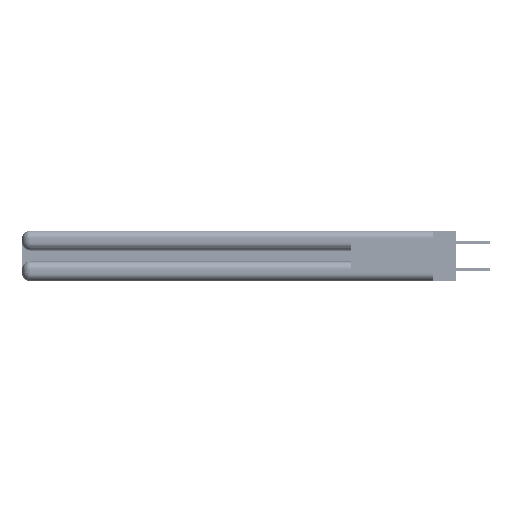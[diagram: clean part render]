
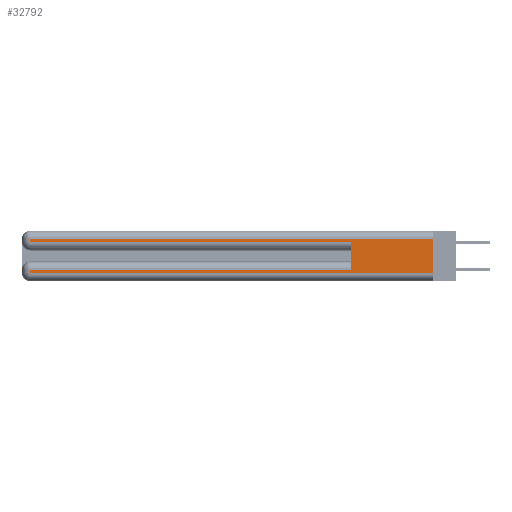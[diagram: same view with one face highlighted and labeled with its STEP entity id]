
A CAD part, left-side view. The second image highlights one B-rep face of the part: STEP entity #32792.
In plain terms, the highlighted planar face has unit normal (-1, 0, 0).
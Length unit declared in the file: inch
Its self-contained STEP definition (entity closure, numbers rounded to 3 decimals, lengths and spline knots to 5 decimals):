
#559 = VECTOR ( 'NONE', #8664, 39.37008 ) ;
#1224 = DIRECTION ( 'NONE',  ( 0., -1., 0. ) ) ;
#3069 = CARTESIAN_POINT ( 'NONE',  ( 0., 0.6, 0.285 ) ) ;
#3373 = CARTESIAN_POINT ( 'NONE',  ( 0., 0., 0.06 ) ) ;
#3656 = VECTOR ( 'NONE', #19508, 39.37008 ) ;
#3865 = DIRECTION ( 'NONE',  ( 0., 0., -1. ) ) ;
#4851 = CARTESIAN_POINT ( 'NONE',  ( 0., 2.94, 0.06 ) ) ;
#5007 = CARTESIAN_POINT ( 'NONE',  ( 0., 0., 0.285 ) ) ;
#5536 = CARTESIAN_POINT ( 'NONE',  ( 0., 0.6, 0.085 ) ) ;
#6057 = EDGE_CURVE ( 'NONE', #13486, #7276, #32875, .T. ) ;
#6346 = VECTOR ( 'NONE', #24261, 39.37008 ) ;
#7276 = VERTEX_POINT ( 'NONE', #23691 ) ;
#7341 = LINE ( 'NONE', #5007, #8573 ) ;
#8422 = AXIS2_PLACEMENT_3D ( 'NONE', #31432, #39441, #31104 ) ;
#8573 = VECTOR ( 'NONE', #1224, 39.37008 ) ;
#8664 = DIRECTION ( 'NONE',  ( 0., 0., -1. ) ) ;
#10939 = DIRECTION ( 'NONE',  ( 0., 1., 0. ) ) ;
#10970 = LINE ( 'NONE', #27327, #3656 ) ;
#11890 = EDGE_CURVE ( 'NONE', #36220, #38512, #23335, .T. ) ;
#13299 = CARTESIAN_POINT ( 'NONE',  ( 0., 2.94, 0.085 ) ) ;
#13486 = VERTEX_POINT ( 'NONE', #37735 ) ;
#13579 = EDGE_CURVE ( 'NONE', #35888, #7276, #18200, .T. ) ;
#13695 = ORIENTED_EDGE ( 'NONE', *, *, #6057, .F. ) ;
#14004 = CARTESIAN_POINT ( 'NONE',  ( 0., 2.94, 0.285 ) ) ;
#15749 = VECTOR ( 'NONE', #42262, 39.37008 ) ;
#17500 = ORIENTED_EDGE ( 'NONE', *, *, #29374, .T. ) ;
#18200 = LINE ( 'NONE', #3373, #15749 ) ;
#18278 = ORIENTED_EDGE ( 'NONE', *, *, #11890, .T. ) ;
#18296 = EDGE_CURVE ( 'NONE', #13486, #36220, #35183, .T. ) ;
#19508 = DIRECTION ( 'NONE',  ( 0., 0., 1. ) ) ;
#22009 = VECTOR ( 'NONE', #10939, 39.37008 ) ;
#22132 = VECTOR ( 'NONE', #36954, 39.37008 ) ;
#22414 = VERTEX_POINT ( 'NONE', #13299 ) ;
#22959 = PLANE ( 'NONE',  #8422 ) ;
#23234 = LINE ( 'NONE', #43153, #22009 ) ;
#23335 = LINE ( 'NONE', #28491, #559 ) ;
#23691 = CARTESIAN_POINT ( 'NONE',  ( 0., 0., 0.06 ) ) ;
#23982 = EDGE_CURVE ( 'NONE', #36103, #22414, #23234, .T. ) ;
#24078 = CARTESIAN_POINT ( 'NONE',  ( 0., 0., 0.37 ) ) ;
#24261 = DIRECTION ( 'NONE',  ( 0., 0., -1. ) ) ;
#25831 = CARTESIAN_POINT ( 'NONE',  ( 0., 2.94, 0.31 ) ) ;
#27327 = CARTESIAN_POINT ( 'NONE',  ( 0., 0.6, 0.145 ) ) ;
#28394 = EDGE_CURVE ( 'NONE', #22414, #35888, #45234, .T. ) ;
#28491 = CARTESIAN_POINT ( 'NONE',  ( 0., 2.94, 0.37 ) ) ;
#29374 = EDGE_CURVE ( 'NONE', #38512, #36856, #7341, .T. ) ;
#29635 = ORIENTED_EDGE ( 'NONE', *, *, #28394, .T. ) ;
#30481 = EDGE_LOOP ( 'NONE', ( #13695, #35582, #18278, #17500, #45587, #45756, #29635, #41796 ) ) ;
#31104 = DIRECTION ( 'NONE',  ( 0., 0., -1. ) ) ;
#31432 = CARTESIAN_POINT ( 'NONE',  ( 0., 0., 0.37 ) ) ;
#32792 = ADVANCED_FACE ( 'NONE', ( #41009 ), #22959, .F. ) ;
#32875 = LINE ( 'NONE', #24078, #6346 ) ;
#35183 = LINE ( 'NONE', #45465, #22132 ) ;
#35582 = ORIENTED_EDGE ( 'NONE', *, *, #18296, .T. ) ;
#35888 = VERTEX_POINT ( 'NONE', #4851 ) ;
#36103 = VERTEX_POINT ( 'NONE', #5536 ) ;
#36220 = VERTEX_POINT ( 'NONE', #25831 ) ;
#36856 = VERTEX_POINT ( 'NONE', #3069 ) ;
#36954 = DIRECTION ( 'NONE',  ( 0., 1., 0. ) ) ;
#37735 = CARTESIAN_POINT ( 'NONE',  ( 0., 0., 0.31 ) ) ;
#38512 = VERTEX_POINT ( 'NONE', #14004 ) ;
#39441 = DIRECTION ( 'NONE',  ( 1., 0., 0. ) ) ;
#41009 = FACE_OUTER_BOUND ( 'NONE', #30481, .T. ) ;
#41796 = ORIENTED_EDGE ( 'NONE', *, *, #13579, .T. ) ;
#42249 = CARTESIAN_POINT ( 'NONE',  ( 0., 2.94, 0.37 ) ) ;
#42262 = DIRECTION ( 'NONE',  ( 0., -1., 0. ) ) ;
#42887 = EDGE_CURVE ( 'NONE', #36103, #36856, #10970, .T. ) ;
#43153 = CARTESIAN_POINT ( 'NONE',  ( 0., 0., 0.085 ) ) ;
#45234 = LINE ( 'NONE', #42249, #50199 ) ;
#45465 = CARTESIAN_POINT ( 'NONE',  ( 0., 0., 0.31 ) ) ;
#45587 = ORIENTED_EDGE ( 'NONE', *, *, #42887, .F. ) ;
#45756 = ORIENTED_EDGE ( 'NONE', *, *, #23982, .T. ) ;
#50199 = VECTOR ( 'NONE', #3865, 39.37008 ) ;
